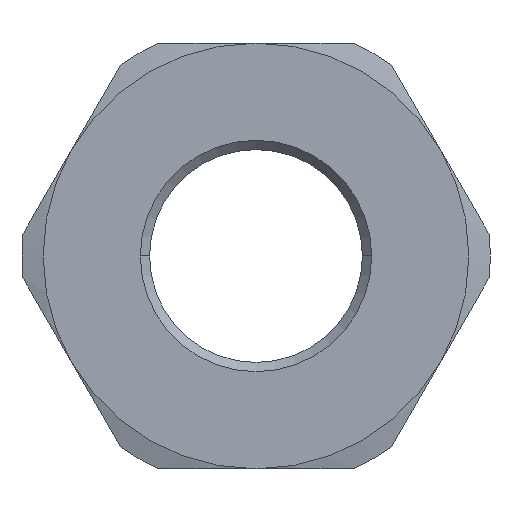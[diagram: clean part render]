
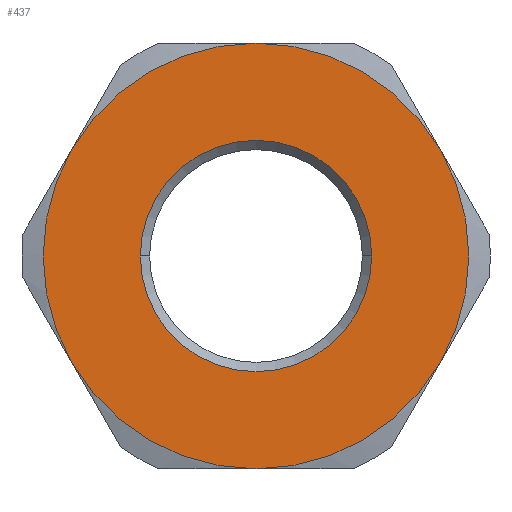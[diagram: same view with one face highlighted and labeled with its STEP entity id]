
A CAD part, left-side view. The second image highlights one B-rep face of the part: STEP entity #437.
In plain terms, the highlighted planar face has unit normal (-1, 0, 0).
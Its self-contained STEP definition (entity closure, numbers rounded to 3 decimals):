
#1 = DIRECTION ( 'NONE',  ( 0., 0., -1. ) ) ;
#22 = DIRECTION ( 'NONE',  ( 1., 0., 0. ) ) ;
#23 = DIRECTION ( 'NONE',  ( 0., 0., -1. ) ) ;
#29 = FACE_OUTER_BOUND ( 'NONE', #1048, .T. ) ;
#55 = AXIS2_PLACEMENT_3D ( 'NONE', #963, #595, #23 ) ;
#64 = AXIS2_PLACEMENT_3D ( 'NONE', #129, #22, #1163 ) ;
#75 = VERTEX_POINT ( 'NONE', #268 ) ;
#102 = EDGE_CURVE ( 'NONE', #938, #531, #330, .T. ) ;
#107 = CARTESIAN_POINT ( 'NONE',  ( 0., 0., 23. ) ) ;
#111 = CARTESIAN_POINT ( 'NONE',  ( 0., 0., 0. ) ) ;
#129 = CARTESIAN_POINT ( 'NONE',  ( 0., 0., 0. ) ) ;
#135 = PLANE ( 'NONE',  #609 ) ;
#142 = CIRCLE ( 'NONE', #769, 23. ) ;
#194 = ORIENTED_EDGE ( 'NONE', *, *, #999, .F. ) ;
#198 = DIRECTION ( 'NONE',  ( 1., 0., 0. ) ) ;
#220 = CARTESIAN_POINT ( 'NONE',  ( 0., 0., 0. ) ) ;
#225 = AXIS2_PLACEMENT_3D ( 'NONE', #111, #198, #1 ) ;
#235 = DIRECTION ( 'NONE',  ( 1., 0., 0. ) ) ;
#268 = CARTESIAN_POINT ( 'NONE',  ( 0., -19.919, -11.5 ) ) ;
#290 = AXIS2_PLACEMENT_3D ( 'NONE', #311, #971, #413 ) ;
#292 = ORIENTED_EDGE ( 'NONE', *, *, #414, .T. ) ;
#303 = EDGE_CURVE ( 'NONE', #386, #1030, #652, .T. ) ;
#311 = CARTESIAN_POINT ( 'NONE',  ( 0., 0., 0. ) ) ;
#330 = CIRCLE ( 'NONE', #64, 23. ) ;
#369 = DIRECTION ( 'NONE',  ( 1., 0., 0. ) ) ;
#386 = VERTEX_POINT ( 'NONE', #1123 ) ;
#413 = DIRECTION ( 'NONE',  ( 0., 0., 1. ) ) ;
#414 = EDGE_CURVE ( 'NONE', #938, #972, #1092, .T. ) ;
#422 = DIRECTION ( 'NONE',  ( 0., 0., -1. ) ) ;
#437 = ADVANCED_FACE ( 'NONE', ( #516, #29 ), #135, .F. ) ;
#473 = VERTEX_POINT ( 'NONE', #719 ) ;
#516 = FACE_BOUND ( 'NONE', #581, .T. ) ;
#531 = VERTEX_POINT ( 'NONE', #558 ) ;
#550 = CARTESIAN_POINT ( 'NONE',  ( 0., 0., 0. ) ) ;
#558 = CARTESIAN_POINT ( 'NONE',  ( 0., -19.919, 11.5 ) ) ;
#581 = EDGE_LOOP ( 'NONE', ( #799, #593 ) ) ;
#593 = ORIENTED_EDGE ( 'NONE', *, *, #1216, .T. ) ;
#595 = DIRECTION ( 'NONE',  ( 1., 0., 0. ) ) ;
#609 = AXIS2_PLACEMENT_3D ( 'NONE', #220, #235, #795 ) ;
#629 = AXIS2_PLACEMENT_3D ( 'NONE', #925, #369, #1025 ) ;
#651 = CARTESIAN_POINT ( 'NONE',  ( 0., 19.919, -11.5 ) ) ;
#652 = CIRCLE ( 'NONE', #944, 23. ) ;
#678 = CARTESIAN_POINT ( 'NONE',  ( 0., 0., 0. ) ) ;
#719 = CARTESIAN_POINT ( 'NONE',  ( 0., -12.5, 0. ) ) ;
#722 = CIRCLE ( 'NONE', #55, 23. ) ;
#744 = DIRECTION ( 'NONE',  ( 1., 0., 0. ) ) ;
#746 = CIRCLE ( 'NONE', #629, 23. ) ;
#749 = EDGE_CURVE ( 'NONE', #75, #386, #142, .T. ) ;
#752 = AXIS2_PLACEMENT_3D ( 'NONE', #550, #1022, #1210 ) ;
#758 = DIRECTION ( 'NONE',  ( 0., 0., -1. ) ) ;
#769 = AXIS2_PLACEMENT_3D ( 'NONE', #980, #882, #422 ) ;
#770 = ORIENTED_EDGE ( 'NONE', *, *, #102, .F. ) ;
#795 = DIRECTION ( 'NONE',  ( 0., 0., -1. ) ) ;
#799 = ORIENTED_EDGE ( 'NONE', *, *, #1021, .T. ) ;
#804 = ORIENTED_EDGE ( 'NONE', *, *, #303, .F. ) ;
#848 = EDGE_CURVE ( 'NONE', #1030, #972, #722, .T. ) ;
#849 = ORIENTED_EDGE ( 'NONE', *, *, #848, .F. ) ;
#882 = DIRECTION ( 'NONE',  ( 1., 0., 0. ) ) ;
#890 = VERTEX_POINT ( 'NONE', #1055 ) ;
#915 = CIRCLE ( 'NONE', #752, 12.5 ) ;
#925 = CARTESIAN_POINT ( 'NONE',  ( 0., 0., 0. ) ) ;
#938 = VERTEX_POINT ( 'NONE', #107 ) ;
#944 = AXIS2_PLACEMENT_3D ( 'NONE', #678, #744, #758 ) ;
#963 = CARTESIAN_POINT ( 'NONE',  ( 0., 0., 0. ) ) ;
#971 = DIRECTION ( 'NONE',  ( -1., 0., 0. ) ) ;
#972 = VERTEX_POINT ( 'NONE', #1233 ) ;
#980 = CARTESIAN_POINT ( 'NONE',  ( 0., 0., 0. ) ) ;
#999 = EDGE_CURVE ( 'NONE', #531, #75, #746, .T. ) ;
#1021 = EDGE_CURVE ( 'NONE', #473, #890, #915, .T. ) ;
#1022 = DIRECTION ( 'NONE',  ( 1., 0., 0. ) ) ;
#1025 = DIRECTION ( 'NONE',  ( 0., 0., -1. ) ) ;
#1030 = VERTEX_POINT ( 'NONE', #651 ) ;
#1048 = EDGE_LOOP ( 'NONE', ( #804, #1222, #194, #770, #292, #849 ) ) ;
#1055 = CARTESIAN_POINT ( 'NONE',  ( 0., 12.5, 0. ) ) ;
#1063 = CIRCLE ( 'NONE', #225, 12.5 ) ;
#1092 = CIRCLE ( 'NONE', #290, 23. ) ;
#1123 = CARTESIAN_POINT ( 'NONE',  ( 0., 0., -23. ) ) ;
#1163 = DIRECTION ( 'NONE',  ( 0., 0., -1. ) ) ;
#1210 = DIRECTION ( 'NONE',  ( 0., 0., -1. ) ) ;
#1216 = EDGE_CURVE ( 'NONE', #890, #473, #1063, .T. ) ;
#1222 = ORIENTED_EDGE ( 'NONE', *, *, #749, .F. ) ;
#1233 = CARTESIAN_POINT ( 'NONE',  ( 0., 19.919, 11.5 ) ) ;
